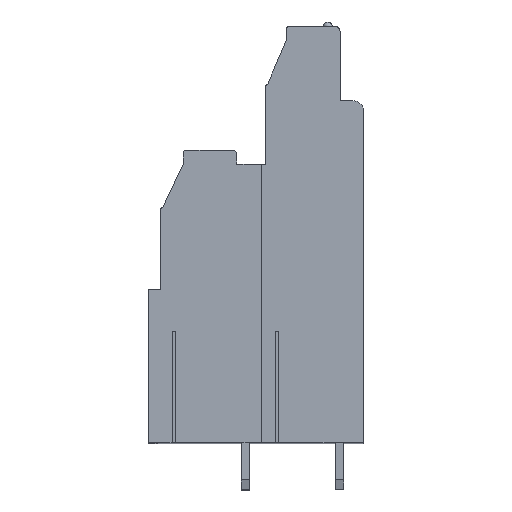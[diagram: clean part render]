
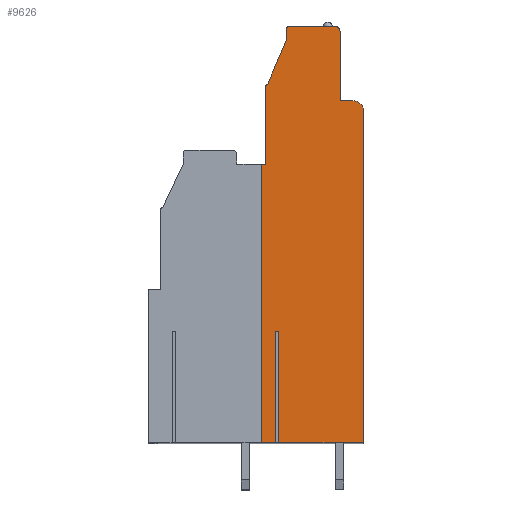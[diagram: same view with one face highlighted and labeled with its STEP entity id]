
A CAD part, top view. The second image highlights one B-rep face of the part: STEP entity #9626.
In plain terms, the highlighted planar face has unit normal (0, 0, 1).
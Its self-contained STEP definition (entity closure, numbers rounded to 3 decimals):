
#13=DIRECTION('',(1.,0.,0.));
#14=VECTOR('',#13,0.38);
#15=CARTESIAN_POINT('',(1.01,-18.05,48.26));
#16=LINE('',#15,#14);
#17=DIRECTION('',(0.,1.,0.));
#18=VECTOR('',#17,11.95);
#19=CARTESIAN_POINT('',(1.01,-30.,48.26));
#20=LINE('',#19,#18);
#21=DIRECTION('',(1.,0.,0.));
#22=VECTOR('',#21,1.51);
#23=CARTESIAN_POINT('',(-0.5,-30.,48.26));
#24=LINE('',#23,#22);
#25=DIRECTION('',(0.,1.,0.));
#26=VECTOR('',#25,30.);
#27=CARTESIAN_POINT('',(-0.5,-30.,48.26));
#28=LINE('',#27,#26);
#29=DIRECTION('',(-1.,0.,0.));
#30=VECTOR('',#29,0.5);
#31=CARTESIAN_POINT('',(0.,0.,48.26));
#32=LINE('',#31,#30);
#33=DIRECTION('',(0.,-1.,0.));
#34=VECTOR('',#33,8.4);
#35=CARTESIAN_POINT('',(0.,8.4,48.26));
#36=LINE('',#35,#34);
#37=CARTESIAN_POINT('',(0.2,8.4,48.26));
#38=DIRECTION('',(0.,0.,1.));
#39=DIRECTION('',(0.,1.,0.));
#40=AXIS2_PLACEMENT_3D('',#37,#38,#39);
#42=DIRECTION('',(-0.392,-0.92,0.));
#43=VECTOR('',#42,5.108);
#44=CARTESIAN_POINT('',(2.2,13.3,48.26));
#45=LINE('',#44,#43);
#46=DIRECTION('',(0.,-1.,0.));
#47=VECTOR('',#46,1.2);
#48=CARTESIAN_POINT('',(2.2,14.5,48.26));
#49=LINE('',#48,#47);
#50=CARTESIAN_POINT('',(2.5,14.5,48.26));
#51=DIRECTION('',(0.,0.,1.));
#52=DIRECTION('',(0.,1.,0.));
#53=AXIS2_PLACEMENT_3D('',#50,#51,#52);
#55=DIRECTION('',(-1.,0.,0.));
#56=VECTOR('',#55,5.);
#57=CARTESIAN_POINT('',(7.5,14.8,48.26));
#58=LINE('',#57,#56);
#59=CARTESIAN_POINT('',(7.5,14.3,48.26));
#60=DIRECTION('',(0.,0.,1.));
#61=DIRECTION('',(1.,0.,0.));
#62=AXIS2_PLACEMENT_3D('',#59,#60,#61);
#64=DIRECTION('',(0.,1.,0.));
#65=VECTOR('',#64,7.5);
#66=CARTESIAN_POINT('',(8.,6.8,48.26));
#67=LINE('',#66,#65);
#68=DIRECTION('',(-1.,0.,0.));
#69=VECTOR('',#68,1.5);
#70=CARTESIAN_POINT('',(9.5,6.8,48.26));
#71=LINE('',#70,#69);
#72=CARTESIAN_POINT('',(9.5,5.8,48.26));
#73=DIRECTION('',(0.,0.,1.));
#74=DIRECTION('',(1.,0.,0.));
#75=AXIS2_PLACEMENT_3D('',#72,#73,#74);
#77=DIRECTION('',(0.,1.,0.));
#78=VECTOR('',#77,35.8);
#79=CARTESIAN_POINT('',(10.5,-30.,48.26));
#80=LINE('',#79,#78);
#81=DIRECTION('',(1.,0.,0.));
#82=VECTOR('',#81,9.11);
#83=CARTESIAN_POINT('',(1.39,-30.,48.26));
#84=LINE('',#83,#82);
#85=DIRECTION('',(0.,1.,0.));
#86=VECTOR('',#85,11.95);
#87=CARTESIAN_POINT('',(1.39,-30.,48.26));
#88=LINE('',#87,#86);
#7383=CARTESIAN_POINT('',(10.5,-30.,48.26));
#7384=CARTESIAN_POINT('',(10.5,5.8,48.26));
#7385=VERTEX_POINT('',#7383);
#7386=VERTEX_POINT('',#7384);
#7387=CARTESIAN_POINT('',(9.5,6.8,48.26));
#7388=VERTEX_POINT('',#7387);
#7389=CARTESIAN_POINT('',(8.,6.8,48.26));
#7390=VERTEX_POINT('',#7389);
#7391=CARTESIAN_POINT('',(8.,14.3,48.26));
#7392=VERTEX_POINT('',#7391);
#7393=CARTESIAN_POINT('',(7.5,14.8,48.26));
#7394=VERTEX_POINT('',#7393);
#7395=CARTESIAN_POINT('',(2.5,14.8,48.26));
#7396=VERTEX_POINT('',#7395);
#7397=CARTESIAN_POINT('',(2.2,14.5,48.26));
#7398=VERTEX_POINT('',#7397);
#7399=CARTESIAN_POINT('',(2.2,13.3,48.26));
#7400=VERTEX_POINT('',#7399);
#7401=CARTESIAN_POINT('',(0.2,8.6,48.26));
#7402=VERTEX_POINT('',#7401);
#7403=CARTESIAN_POINT('',(0.,8.4,48.26));
#7404=VERTEX_POINT('',#7403);
#7405=CARTESIAN_POINT('',(0.,0.,48.26));
#7406=VERTEX_POINT('',#7405);
#7431=CARTESIAN_POINT('',(-0.5,-30.,48.26));
#7432=CARTESIAN_POINT('',(-0.5,0.,48.26));
#7433=VERTEX_POINT('',#7431);
#7434=VERTEX_POINT('',#7432);
#7515=CARTESIAN_POINT('',(1.01,-18.05,48.26));
#7516=CARTESIAN_POINT('',(1.39,-18.05,48.26));
#7517=VERTEX_POINT('',#7515);
#7518=VERTEX_POINT('',#7516);
#7519=CARTESIAN_POINT('',(1.01,-30.,48.26));
#7520=VERTEX_POINT('',#7519);
#7521=CARTESIAN_POINT('',(1.39,-30.,48.26));
#7522=VERTEX_POINT('',#7521);
#9583=CARTESIAN_POINT('',(0.,0.,48.26));
#9584=DIRECTION('',(0.,0.,1.));
#9585=DIRECTION('',(1.,0.,0.));
#9586=AXIS2_PLACEMENT_3D('',#9583,#9584,#9585);
#9587=PLANE('',#9586);
#9589=ORIENTED_EDGE('',*,*,#9588,.F.);
#9591=ORIENTED_EDGE('',*,*,#9590,.F.);
#9593=ORIENTED_EDGE('',*,*,#9592,.F.);
#9595=ORIENTED_EDGE('',*,*,#9594,.T.);
#9597=ORIENTED_EDGE('',*,*,#9596,.F.);
#9599=ORIENTED_EDGE('',*,*,#9598,.F.);
#9601=ORIENTED_EDGE('',*,*,#9600,.F.);
#9603=ORIENTED_EDGE('',*,*,#9602,.F.);
#9605=ORIENTED_EDGE('',*,*,#9604,.F.);
#9607=ORIENTED_EDGE('',*,*,#9606,.F.);
#9609=ORIENTED_EDGE('',*,*,#9608,.F.);
#9611=ORIENTED_EDGE('',*,*,#9610,.F.);
#9613=ORIENTED_EDGE('',*,*,#9612,.F.);
#9615=ORIENTED_EDGE('',*,*,#9614,.F.);
#9617=ORIENTED_EDGE('',*,*,#9616,.F.);
#9619=ORIENTED_EDGE('',*,*,#9618,.F.);
#9621=ORIENTED_EDGE('',*,*,#9620,.F.);
#9623=ORIENTED_EDGE('',*,*,#9622,.T.);
#9624=EDGE_LOOP('',(#9589,#9591,#9593,#9595,#9597,#9599,#9601,#9603,#9605,#9607,
#9609,#9611,#9613,#9615,#9617,#9619,#9621,#9623));
#9625=FACE_OUTER_BOUND('',#9624,.F.);
#41=CIRCLE('',#40,0.2);
#54=CIRCLE('',#53,0.3);
#63=CIRCLE('',#62,0.5);
#76=CIRCLE('',#75,1.);
#9588=EDGE_CURVE('',#7517,#7518,#16,.T.);
#9590=EDGE_CURVE('',#7520,#7517,#20,.T.);
#9592=EDGE_CURVE('',#7433,#7520,#24,.T.);
#9594=EDGE_CURVE('',#7433,#7434,#28,.T.);
#9596=EDGE_CURVE('',#7406,#7434,#32,.T.);
#9598=EDGE_CURVE('',#7404,#7406,#36,.T.);
#9600=EDGE_CURVE('',#7402,#7404,#41,.T.);
#9602=EDGE_CURVE('',#7400,#7402,#45,.T.);
#9604=EDGE_CURVE('',#7398,#7400,#49,.T.);
#9606=EDGE_CURVE('',#7396,#7398,#54,.T.);
#9608=EDGE_CURVE('',#7394,#7396,#58,.T.);
#9610=EDGE_CURVE('',#7392,#7394,#63,.T.);
#9612=EDGE_CURVE('',#7390,#7392,#67,.T.);
#9614=EDGE_CURVE('',#7388,#7390,#71,.T.);
#9616=EDGE_CURVE('',#7386,#7388,#76,.T.);
#9618=EDGE_CURVE('',#7385,#7386,#80,.T.);
#9620=EDGE_CURVE('',#7522,#7385,#84,.T.);
#9622=EDGE_CURVE('',#7522,#7518,#88,.T.);
#9626=ADVANCED_FACE('',(#9625),#9587,.T.);
